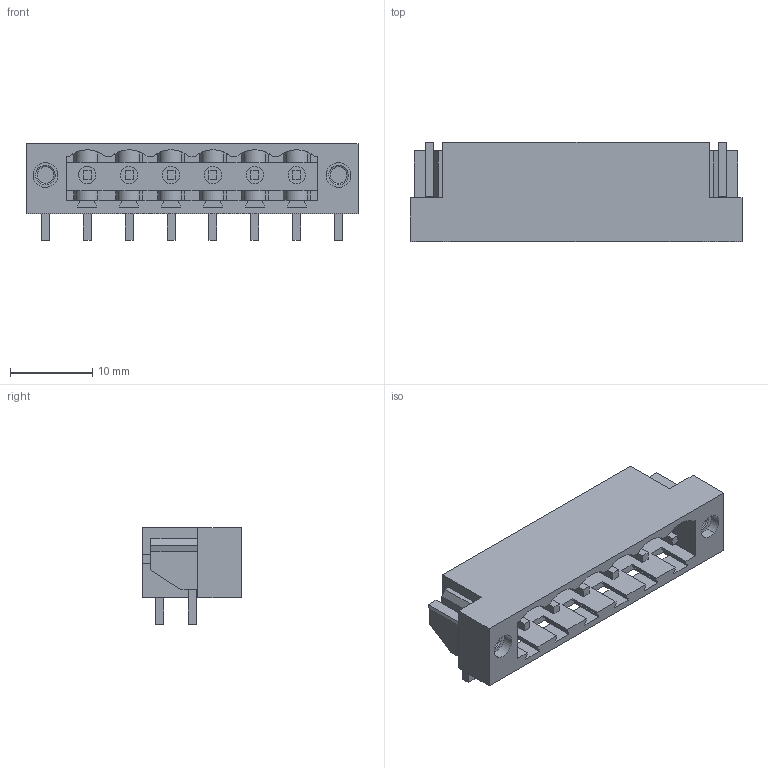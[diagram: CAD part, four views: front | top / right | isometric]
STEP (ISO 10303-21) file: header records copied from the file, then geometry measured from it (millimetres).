
FILE_DESCRIPTION(('CATIA V5 STEP Exchange','CAx-IF Rec.Pracs.--- Model Styling and Organization---1.4--- 2014-01-23'),'2;1');
FILE_NAME ('D1458221_1_1876890000_1876890000.stp','2023-05-08T12:53:23+00:00',('none'),('Weidmueller'),'CATIA Version 5-6 Release 2016 SP3 HF44','CATIA V5 STEP AP214','none');
FILE_SCHEMA(('AUTOMOTIVE_DESIGN { 1 0 10303 214 1 1 1 1 }'));
Length unit declared in the file: millimetre
Products named in the file (1): 1876890000
Bounding box: 40.28 x 12 x 11.7 mm (x, y, z)
Volume: 1708.9 mm3; surface area: 3935.3 mm2
Topology: 11 solids, 11 shells, 450 faces, 1317 edges, 879 vertices
Faces by surface type: plane 372, cylinder 70, cone 8
Entity records: 14145 total; most frequent: CARTESIAN_POINT 2805, ORIENTED_EDGE 2634, DIRECTION 1863, EDGE_CURVE 1317, VECTOR 1116, LINE 1116, VERTEX_POINT 879, EDGE_LOOP 476
